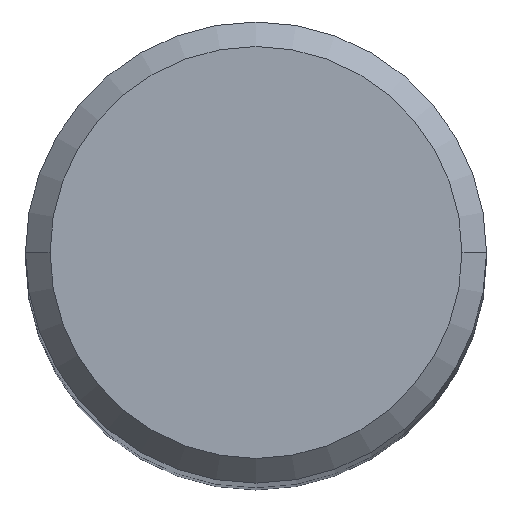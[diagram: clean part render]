
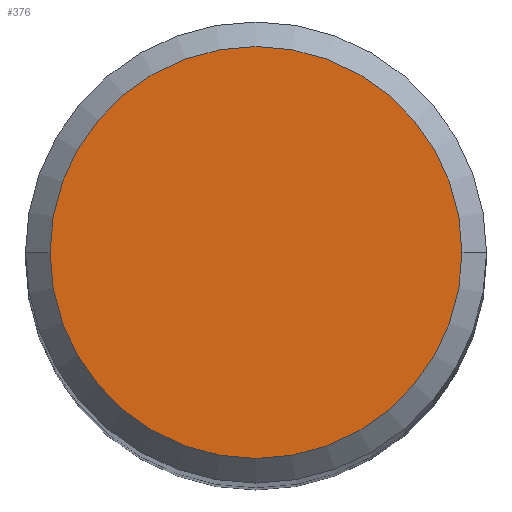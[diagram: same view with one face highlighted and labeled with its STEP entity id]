
A CAD part, top view. The second image highlights one B-rep face of the part: STEP entity #376.
In plain terms, the highlighted planar face has unit normal (0, 0, 1).
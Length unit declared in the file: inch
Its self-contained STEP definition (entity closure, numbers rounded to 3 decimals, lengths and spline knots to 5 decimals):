
#7 = AXIS2_PLACEMENT_3D ( 'NONE', #250, #285, #101 ) ;
#48 = DIRECTION ( 'NONE',  ( 0., 0., 1. ) ) ;
#83 = DIRECTION ( 'NONE',  ( 1., 0., 0. ) ) ;
#85 = CARTESIAN_POINT ( 'NONE',  ( 0., 0., 0. ) ) ;
#87 = VERTEX_POINT ( 'NONE', #208 ) ;
#101 = DIRECTION ( 'NONE',  ( -1., 0., 0. ) ) ;
#117 = FACE_OUTER_BOUND ( 'NONE', #183, .T. ) ;
#161 = AXIS2_PLACEMENT_3D ( 'NONE', #237, #175, #83 ) ;
#169 = DIRECTION ( 'NONE',  ( 1., 0., 0. ) ) ;
#175 = DIRECTION ( 'NONE',  ( 0., 0., 1. ) ) ;
#183 = EDGE_LOOP ( 'NONE', ( #351, #255 ) ) ;
#208 = CARTESIAN_POINT ( 'NONE',  ( 0.1675, 0., 0. ) ) ;
#237 = CARTESIAN_POINT ( 'NONE',  ( 0., 0., 0. ) ) ;
#242 = EDGE_CURVE ( 'NONE', #373, #87, #366, .T. ) ;
#250 = CARTESIAN_POINT ( 'NONE',  ( 0., 0.1675, 0. ) ) ;
#255 = ORIENTED_EDGE ( 'NONE', *, *, #355, .T. ) ;
#285 = DIRECTION ( 'NONE',  ( 0., 0., -1. ) ) ;
#309 = CARTESIAN_POINT ( 'NONE',  ( -0.1675, 0., 0. ) ) ;
#351 = ORIENTED_EDGE ( 'NONE', *, *, #242, .T. ) ;
#355 = EDGE_CURVE ( 'NONE', #87, #373, #382, .T. ) ;
#366 = CIRCLE ( 'NONE', #416, 0.1675 ) ;
#373 = VERTEX_POINT ( 'NONE', #309 ) ;
#376 = ADVANCED_FACE ( 'NONE', ( #117 ), #404, .F. ) ;
#382 = CIRCLE ( 'NONE', #161, 0.1675 ) ;
#404 = PLANE ( 'NONE',  #7 ) ;
#416 = AXIS2_PLACEMENT_3D ( 'NONE', #85, #48, #169 ) ;
